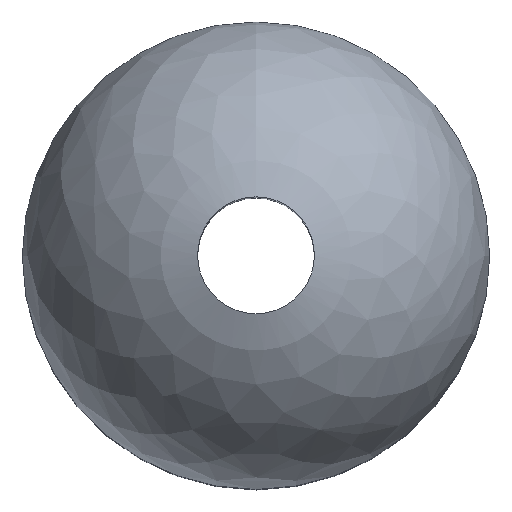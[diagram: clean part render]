
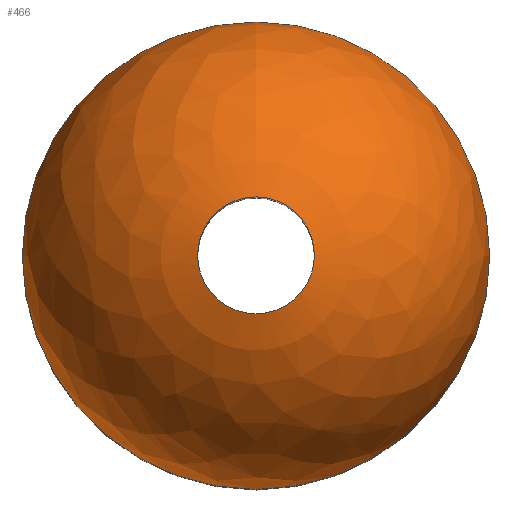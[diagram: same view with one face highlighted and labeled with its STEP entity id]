
A CAD part, top view. The second image highlights one B-rep face of the part: STEP entity #466.
In plain terms, the highlighted face is a revolution surface.
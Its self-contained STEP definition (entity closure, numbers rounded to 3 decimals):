
#113 = EDGE_CURVE('',#114,#114,#116,.T.);
#114 = VERTEX_POINT('',#115);
#115 = CARTESIAN_POINT('',(0.,4.,0.)
  );
#116 = SURFACE_CURVE('',#117,(#122,#134),.PCURVE_S1.);
#117 = CIRCLE('',#118,4.);
#118 = AXIS2_PLACEMENT_3D('',#119,#120,#121);
#119 = CARTESIAN_POINT('',(0.,0.,
    0.));
#120 = DIRECTION('',(1.,0.,0.));
#121 = DIRECTION('',(0.,1.,0.));
#122 = PCURVE('',#123,#128);
#123 = CYLINDRICAL_SURFACE('',#124,4.);
#124 = AXIS2_PLACEMENT_3D('',#125,#126,#127);
#125 = CARTESIAN_POINT('',(0.,0.,
    0.));
#126 = DIRECTION('',(1.,0.,0.));
#127 = DIRECTION('',(0.,1.,0.));
#128 = DEFINITIONAL_REPRESENTATION('',(#129),#133);
#129 = LINE('',#130,#131);
#130 = CARTESIAN_POINT('',(0.,0.));
#131 = VECTOR('',#132,1.);
#132 = DIRECTION('',(1.,0.));
#133 = ( GEOMETRIC_REPRESENTATION_CONTEXT(2) 
PARAMETRIC_REPRESENTATION_CONTEXT() REPRESENTATION_CONTEXT('2D SPACE',''
  ) );
#134 = PCURVE('',#135,#144);
#135 = SURFACE_OF_REVOLUTION('',#136,#141);
#136 = CIRCLE('',#137,4.);
#137 = AXIS2_PLACEMENT_3D('',#138,#139,#140);
#138 = CARTESIAN_POINT('',(-0.052,0.,
    0.));
#139 = DIRECTION('',(0.,0.,1.));
#140 = DIRECTION('',(1.,0.,0.));
#141 = AXIS1_PLACEMENT('',#142,#143);
#142 = CARTESIAN_POINT('',(0.,0.,0.));
#143 = DIRECTION('',(1.,0.,0.));
#144 = DEFINITIONAL_REPRESENTATION('',(#145),#149);
#145 = LINE('',#146,#147);
#146 = CARTESIAN_POINT('',(0.,1.558));
#147 = VECTOR('',#148,1.);
#148 = DIRECTION('',(1.,0.));
#149 = ( GEOMETRIC_REPRESENTATION_CONTEXT(2) 
PARAMETRIC_REPRESENTATION_CONTEXT() REPRESENTATION_CONTEXT('2D SPACE',''
  ) );
#405 = CYLINDRICAL_SURFACE('',#406,1.);
#406 = AXIS2_PLACEMENT_3D('',#407,#408,#409);
#407 = CARTESIAN_POINT('',(8.,0.,0.));
#408 = DIRECTION('',(-1.,0.,0.));
#409 = DIRECTION('',(0.,1.,0.));
#422 = VERTEX_POINT('',#423);
#423 = CARTESIAN_POINT('',(-3.925,1.,0.));
#444 = EDGE_CURVE('',#422,#422,#445,.T.);
#445 = SURFACE_CURVE('',#446,(#451,#458),.PCURVE_S1.);
#446 = CIRCLE('',#447,1.);
#447 = AXIS2_PLACEMENT_3D('',#448,#449,#450);
#448 = CARTESIAN_POINT('',(-3.925,0.,0.));
#449 = DIRECTION('',(1.,0.,0.));
#450 = DIRECTION('',(0.,1.,0.));
#451 = PCURVE('',#405,#452);
#452 = DEFINITIONAL_REPRESENTATION('',(#453),#457);
#453 = LINE('',#454,#455);
#454 = CARTESIAN_POINT('',(0.,11.925));
#455 = VECTOR('',#456,1.);
#456 = DIRECTION('',(-1.,0.));
#457 = ( GEOMETRIC_REPRESENTATION_CONTEXT(2) 
PARAMETRIC_REPRESENTATION_CONTEXT() REPRESENTATION_CONTEXT('2D SPACE',''
  ) );
#458 = PCURVE('',#135,#459);
#459 = DEFINITIONAL_REPRESENTATION('',(#460),#464);
#460 = LINE('',#461,#462);
#461 = CARTESIAN_POINT('',(0.,2.889));
#462 = VECTOR('',#463,1.);
#463 = DIRECTION('',(1.,0.));
#464 = ( GEOMETRIC_REPRESENTATION_CONTEXT(2) 
PARAMETRIC_REPRESENTATION_CONTEXT() REPRESENTATION_CONTEXT('2D SPACE',''
  ) );
#466 = ADVANCED_FACE('',(#467),#135,.F.);
#467 = FACE_BOUND('',#468,.F.);
#468 = EDGE_LOOP('',(#469,#470,#492,#493));
#469 = ORIENTED_EDGE('',*,*,#113,.T.);
#470 = ORIENTED_EDGE('',*,*,#471,.T.);
#471 = EDGE_CURVE('',#114,#422,#472,.T.);
#472 = SEAM_CURVE('',#473,(#478,#485),.PCURVE_S1.);
#473 = CIRCLE('',#474,4.);
#474 = AXIS2_PLACEMENT_3D('',#475,#476,#477);
#475 = CARTESIAN_POINT('',(-0.052,0.,
    0.));
#476 = DIRECTION('',(0.,0.,1.));
#477 = DIRECTION('',(1.,0.,0.));
#478 = PCURVE('',#135,#479);
#479 = DEFINITIONAL_REPRESENTATION('',(#480),#484);
#480 = LINE('',#481,#482);
#481 = CARTESIAN_POINT('',(0.,0.));
#482 = VECTOR('',#483,1.);
#483 = DIRECTION('',(0.,1.));
#484 = ( GEOMETRIC_REPRESENTATION_CONTEXT(2) 
PARAMETRIC_REPRESENTATION_CONTEXT() REPRESENTATION_CONTEXT('2D SPACE',''
  ) );
#485 = PCURVE('',#135,#486);
#486 = DEFINITIONAL_REPRESENTATION('',(#487),#491);
#487 = LINE('',#488,#489);
#488 = CARTESIAN_POINT('',(6.283,0.));
#489 = VECTOR('',#490,1.);
#490 = DIRECTION('',(0.,1.));
#491 = ( GEOMETRIC_REPRESENTATION_CONTEXT(2) 
PARAMETRIC_REPRESENTATION_CONTEXT() REPRESENTATION_CONTEXT('2D SPACE',''
  ) );
#492 = ORIENTED_EDGE('',*,*,#444,.F.);
#493 = ORIENTED_EDGE('',*,*,#471,.F.);
